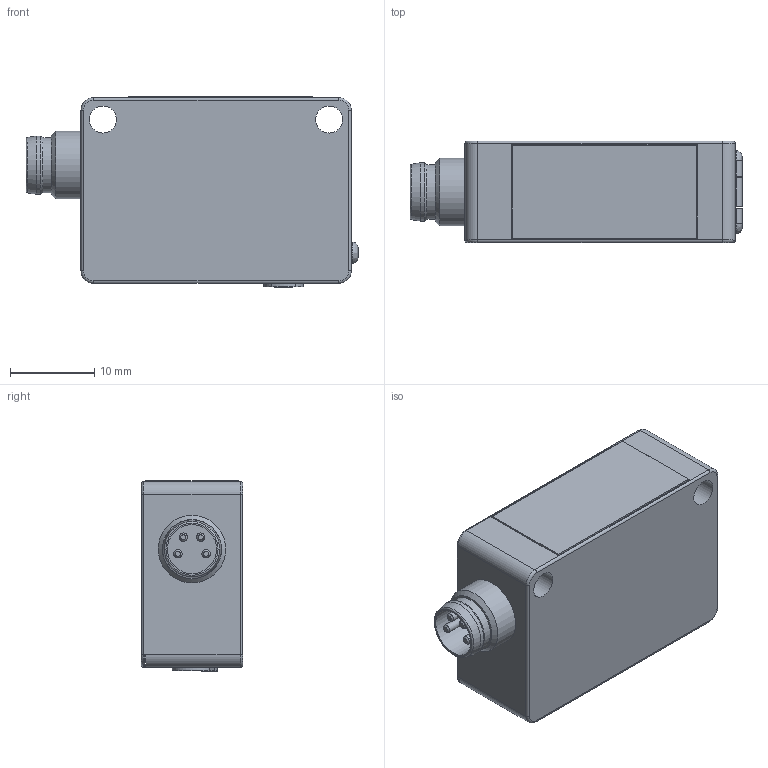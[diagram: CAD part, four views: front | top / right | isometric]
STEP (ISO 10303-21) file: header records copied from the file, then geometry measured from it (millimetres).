
FILE_DESCRIPTION( ( 'Unknown' ), '1' );
FILE_NAME( 'P1KY001.stp', 'Unknown', ( 'Unknown' ), ( 'Unknown' ), 'PSStep 17.0.49', 'Unknown', ' ' );
FILE_SCHEMA( ( 'AUTOMOTIVE_DESIGN { 1 0 10303 214 1 1 1 1 }' ) );
Length unit declared in the file: millimetre
Products named in the file (1): 1021577
Bounding box: 39.3 x 12 x 22.55 mm (x, y, z)
Volume: 8424.7 mm3; surface area: 3287.3 mm2
Topology: 1 solids, 1 shells, 118 faces, 274 edges, 170 vertices
Faces by surface type: plane 64, cylinder 36, torus 9, cone 7, bspline 2
Full cylindrical faces by diameter (mm): 1 x4, 3.2 x2, 5.8 x1, 6.5 x1, 6.9 x1, 8 x1
Entity records: 4179 total; most frequent: DIRECTION 575, CARTESIAN_POINT 565, ORIENTED_EDGE 502, EDGE_CURVE 251, AXIS2_PLACEMENT_3D 207, VERTEX_POINT 165, LINE 161, VECTOR 161
